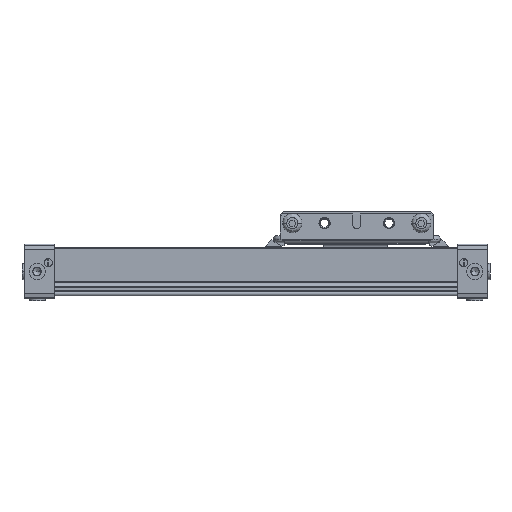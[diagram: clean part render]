
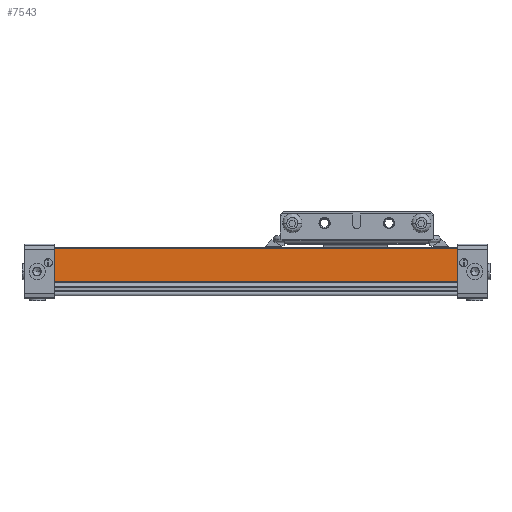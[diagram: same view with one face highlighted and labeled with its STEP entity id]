
A CAD part, top view. The second image highlights one B-rep face of the part: STEP entity #7543.
In plain terms, the highlighted planar face has unit normal (0, 0, 1).
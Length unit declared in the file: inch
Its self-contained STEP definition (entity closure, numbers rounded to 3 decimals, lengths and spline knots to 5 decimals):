
#1336 = LINE ( 'NONE', #22435, #1826 ) ;
#1826 = VECTOR ( 'NONE', #13045, 39.37008 ) ;
#2549 = CARTESIAN_POINT ( 'NONE',  ( -5.90551, 0.40871, 0.47047 ) ) ;
#2741 = LINE ( 'NONE', #4908, #17549 ) ;
#2784 = FACE_OUTER_BOUND ( 'NONE', #21485, .T. ) ;
#3478 = VECTOR ( 'NONE', #13476, 39.37008 ) ;
#3679 = ORIENTED_EDGE ( 'NONE', *, *, #24677, .F. ) ;
#4908 = CARTESIAN_POINT ( 'NONE',  ( -5.90551, -0.41637, 0.47047 ) ) ;
#5632 = CARTESIAN_POINT ( 'NONE',  ( 1.9685, -0.41637, 0.47047 ) ) ;
#6646 = EDGE_CURVE ( 'NONE', #20542, #7193, #18402, .T. ) ;
#6697 = DIRECTION ( 'NONE',  ( 1., 0., 0. ) ) ;
#7193 = VERTEX_POINT ( 'NONE', #23355 ) ;
#7543 = ADVANCED_FACE ( 'NONE', ( #2784 ), #12553, .F. ) ;
#8576 = DIRECTION ( 'NONE',  ( -1., 0., 0. ) ) ;
#11060 = CARTESIAN_POINT ( 'NONE',  ( 1.9685, 0.40871, 0.47047 ) ) ;
#11398 = VECTOR ( 'NONE', #6697, 39.37008 ) ;
#11917 = CARTESIAN_POINT ( 'NONE',  ( -5.90551, -0.23973, 0.47047 ) ) ;
#12553 = PLANE ( 'NONE',  #16764 ) ;
#13045 = DIRECTION ( 'NONE',  ( -1., 0., 0. ) ) ;
#13476 = DIRECTION ( 'NONE',  ( 0., -1., 0. ) ) ;
#14019 = EDGE_CURVE ( 'NONE', #7193, #15484, #25022, .T. ) ;
#14481 = VERTEX_POINT ( 'NONE', #11917 ) ;
#15484 = VERTEX_POINT ( 'NONE', #20483 ) ;
#16102 = DIRECTION ( 'NONE',  ( 0., -1., 0. ) ) ;
#16764 = AXIS2_PLACEMENT_3D ( 'NONE', #22688, #20260, #8576 ) ;
#17549 = VECTOR ( 'NONE', #16102, 39.37008 ) ;
#18109 = ORIENTED_EDGE ( 'NONE', *, *, #14019, .F. ) ;
#18402 = LINE ( 'NONE', #11060, #11398 ) ;
#18506 = ORIENTED_EDGE ( 'NONE', *, *, #6646, .F. ) ;
#19150 = ORIENTED_EDGE ( 'NONE', *, *, #23279, .T. ) ;
#20260 = DIRECTION ( 'NONE',  ( 0., 0., -1. ) ) ;
#20483 = CARTESIAN_POINT ( 'NONE',  ( 1.9685, -0.23973, 0.47047 ) ) ;
#20542 = VERTEX_POINT ( 'NONE', #2549 ) ;
#21485 = EDGE_LOOP ( 'NONE', ( #3679, #18109, #18506, #19150 ) ) ;
#22435 = CARTESIAN_POINT ( 'NONE',  ( 1.9685, -0.23973, 0.47047 ) ) ;
#22688 = CARTESIAN_POINT ( 'NONE',  ( 1.9685, 0.40871, 0.47047 ) ) ;
#23279 = EDGE_CURVE ( 'NONE', #20542, #14481, #2741, .T. ) ;
#23355 = CARTESIAN_POINT ( 'NONE',  ( 1.9685, 0.40871, 0.47047 ) ) ;
#24677 = EDGE_CURVE ( 'NONE', #15484, #14481, #1336, .T. ) ;
#25022 = LINE ( 'NONE', #5632, #3478 ) ;
